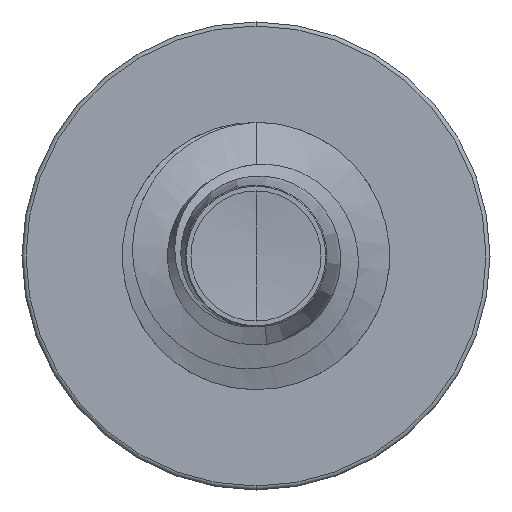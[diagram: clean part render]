
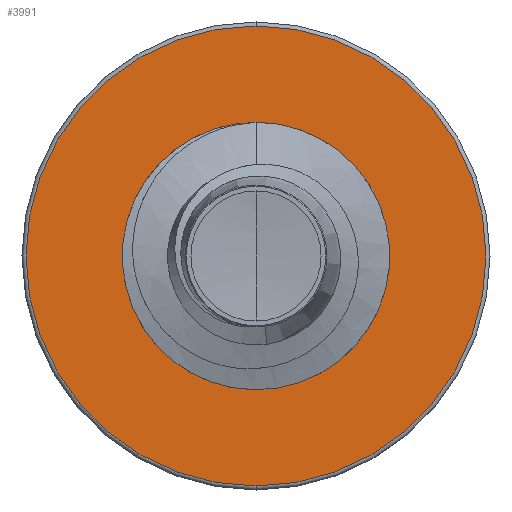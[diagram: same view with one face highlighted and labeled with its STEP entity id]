
A CAD part, front view. The second image highlights one B-rep face of the part: STEP entity #3991.
In plain terms, the highlighted planar face has unit normal (0, -1, 0).
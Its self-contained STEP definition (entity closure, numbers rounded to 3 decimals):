
#545 = DIRECTION ( 'NONE',  ( 0., 1., 0. ) ) ;
#920 = AXIS2_PLACEMENT_3D ( 'NONE', #6344, #545, #7084 ) ;
#1053 = AXIS2_PLACEMENT_3D ( 'NONE', #8458, #3988, #8968 ) ;
#1681 = CARTESIAN_POINT ( 'NONE',  ( 0., 9., -6.88 ) ) ;
#2128 = EDGE_CURVE ( 'NONE', #9953, #5760, #10000, .T. ) ;
#2199 = CARTESIAN_POINT ( 'NONE',  ( 0., 9., 6.88 ) ) ;
#2760 = CARTESIAN_POINT ( 'NONE',  ( 0., 9., 3.694 ) ) ;
#2978 = VERTEX_POINT ( 'NONE', #2199 ) ;
#2991 = ORIENTED_EDGE ( 'NONE', *, *, #2128, .T. ) ;
#3105 = CARTESIAN_POINT ( 'NONE',  ( 0., 9., -3.694 ) ) ;
#3655 = AXIS2_PLACEMENT_3D ( 'NONE', #5713, #9894, #6520 ) ;
#3758 = CIRCLE ( 'NONE', #920, 6.88 ) ;
#3885 = CIRCLE ( 'NONE', #3655, 6.88 ) ;
#3899 = FACE_OUTER_BOUND ( 'NONE', #6465, .T. ) ;
#3988 = DIRECTION ( 'NONE',  ( 0., 1., 0. ) ) ;
#3991 = ADVANCED_FACE ( 'NONE', ( #3899, #9553 ), #6778, .F. ) ;
#4769 = CIRCLE ( 'NONE', #1053, 3.694 ) ;
#5247 = ORIENTED_EDGE ( 'NONE', *, *, #9058, .T. ) ;
#5261 = EDGE_LOOP ( 'NONE', ( #5247, #2991 ) ) ;
#5713 = CARTESIAN_POINT ( 'NONE',  ( 0., 9., 0. ) ) ;
#5760 = VERTEX_POINT ( 'NONE', #2760 ) ;
#6118 = AXIS2_PLACEMENT_3D ( 'NONE', #6743, #6733, #6722 ) ;
#6261 = VERTEX_POINT ( 'NONE', #1681 ) ;
#6344 = CARTESIAN_POINT ( 'NONE',  ( 0., 9., 0. ) ) ;
#6465 = EDGE_LOOP ( 'NONE', ( #9645, #7086 ) ) ;
#6520 = DIRECTION ( 'NONE',  ( 0., 0., 1. ) ) ;
#6722 = DIRECTION ( 'NONE',  ( 0., 0., 1. ) ) ;
#6733 = DIRECTION ( 'NONE',  ( 0., 1., 0. ) ) ;
#6743 = CARTESIAN_POINT ( 'NONE',  ( 0., 9., -3.694 ) ) ;
#6778 = PLANE ( 'NONE',  #6118 ) ;
#7084 = DIRECTION ( 'NONE',  ( 0., 0., 1. ) ) ;
#7086 = ORIENTED_EDGE ( 'NONE', *, *, #9330, .F. ) ;
#7292 = AXIS2_PLACEMENT_3D ( 'NONE', #8037, #7728, #7395 ) ;
#7395 = DIRECTION ( 'NONE',  ( 0., 0., 1. ) ) ;
#7728 = DIRECTION ( 'NONE',  ( 0., 1., 0. ) ) ;
#8037 = CARTESIAN_POINT ( 'NONE',  ( 0., 9., 0. ) ) ;
#8273 = EDGE_CURVE ( 'NONE', #2978, #6261, #3885, .T. ) ;
#8458 = CARTESIAN_POINT ( 'NONE',  ( 0., 9., 0. ) ) ;
#8968 = DIRECTION ( 'NONE',  ( 0., 0., 1. ) ) ;
#9058 = EDGE_CURVE ( 'NONE', #5760, #9953, #4769, .T. ) ;
#9330 = EDGE_CURVE ( 'NONE', #6261, #2978, #3758, .T. ) ;
#9553 = FACE_BOUND ( 'NONE', #5261, .T. ) ;
#9645 = ORIENTED_EDGE ( 'NONE', *, *, #8273, .F. ) ;
#9894 = DIRECTION ( 'NONE',  ( 0., 1., 0. ) ) ;
#9953 = VERTEX_POINT ( 'NONE', #3105 ) ;
#10000 = CIRCLE ( 'NONE', #7292, 3.694 ) ;
